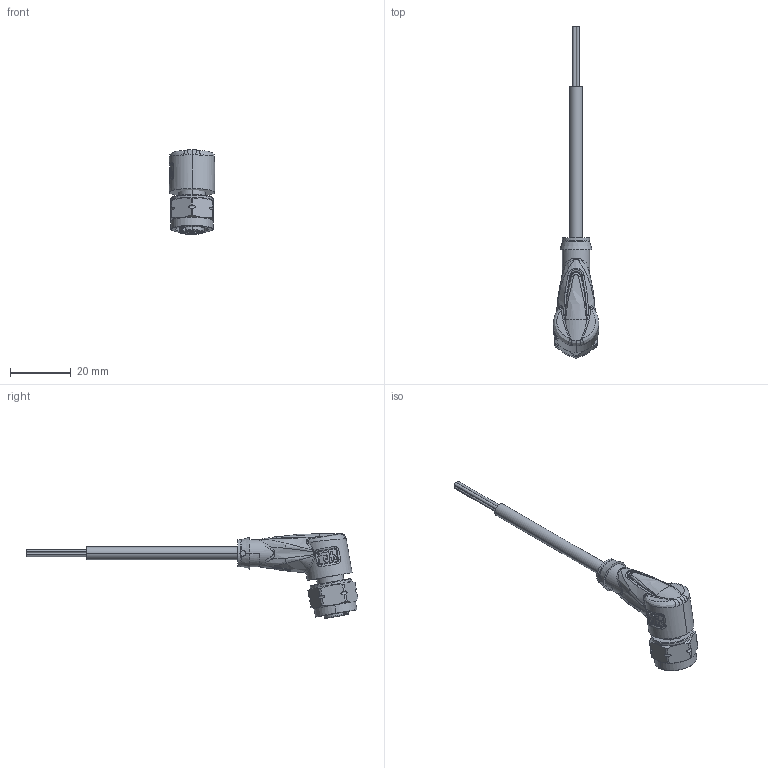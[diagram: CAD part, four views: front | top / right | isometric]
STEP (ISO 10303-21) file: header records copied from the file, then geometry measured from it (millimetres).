
FILE_DESCRIPTION(('STEP AP214'),'1');
FILE_NAME('cctmp_1D1BA8CE-E5B9-4BF3-BB57-9DD5921AA0E3_2022_04_27_10_34_19_0924..stp','2022-04-27T08:34:23',('KiM GmbH'),('CADClick - www.CADClick.com'),'Spatial InterOp 3D postprocessed',' ','unknown authorization');
FILE_SCHEMA(('AUTOMOTIVE_DESIGN'));
Length unit declared in the file: millimetre
Products named in the file (7): T195593_1; Connection2; Cable; Connection1; Connection1_2; Connection1_1; T195593
Assembly tree (6 placements, depth 4):
  T195593
    T195593_1
      Connection2
      Cable
      Connection1
        Connection1_2
        Connection1_1
Bounding box: 15 x 109.68 x 28.05 mm (x, y, z)
Volume: 6681.8 mm3; surface area: 4930.1 mm2
Topology: 8 solids, 10 shells, 778 faces, 2025 edges, 1294 vertices
Faces by surface type: plane 330, cylinder 217, bspline 125, cone 62, torus 44
Entity records: 41573 total; most frequent: CARTESIAN_POINT 20792, ORIENTED_EDGE 4044, DIRECTION 3482, EDGE_CURVE 2022, VERTEX_POINT 1294, AXIS2_PLACEMENT_3D 1208, LINE 1066, VECTOR 1066
